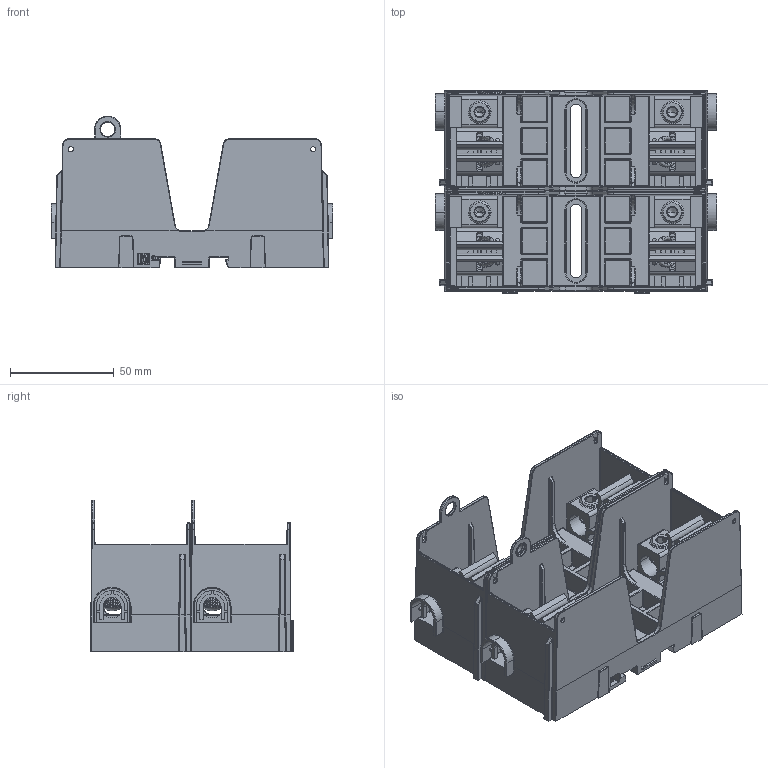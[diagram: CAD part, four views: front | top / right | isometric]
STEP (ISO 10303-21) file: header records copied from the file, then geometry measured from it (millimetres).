
FILE_DESCRIPTION (( 'STEP AP214' ), '1' );
FILE_NAME ('OUT-380447-2.STEP', '2024-02-27T14:59:32', ( '' ), ( '' ), 'SwSTEP 2.0', 'SolidWorks 2021', '' );
FILE_SCHEMA (( 'AUTOMOTIVE_DESIGN' ));
Length unit declared in the file: inch
Products named in the file (11): F09002SCREW-W-THREADS_92765A548 MCMASTER CARR; 280233^OUT-380447; 1201778; 310097; C08902PCLIP; OUT-380447-2; 160436R1; C08902SPRING; C08902P; 220034_2022N118; 310098
Assembly tree (28 placements, depth 3):
  OUT-380447-2
    1201778  x2
    160436R1  x4
    F09002SCREW-W-THREADS_92765A548 MCMASTER CARR  x4
    C08902P  x4
      C08902PCLIP
      C08902SPRING
    310098  x4
    310097  x4
    220034_2022N118  x2
    280233^OUT-380447  x2
Bounding box: 135.88 x 97.54 x 73.15 mm (x, y, z)
Volume: 185745 mm3; surface area: 166677.4 mm2
Topology: 32 solids, 32 shells, 3284 faces, 8136 edges, 4878 vertices
Faces by surface type: cylinder 1316, plane 1112, bspline 372, sphere 266, cone 126, torus 92
Entity records: 51229 total; most frequent: CARTESIAN_POINT 18734, ORIENTED_EDGE 7064, DIRECTION 6362, EDGE_CURVE 3532, AXIS2_PLACEMENT_3D 2261, VERTEX_POINT 2110, LINE 1840, VECTOR 1840
